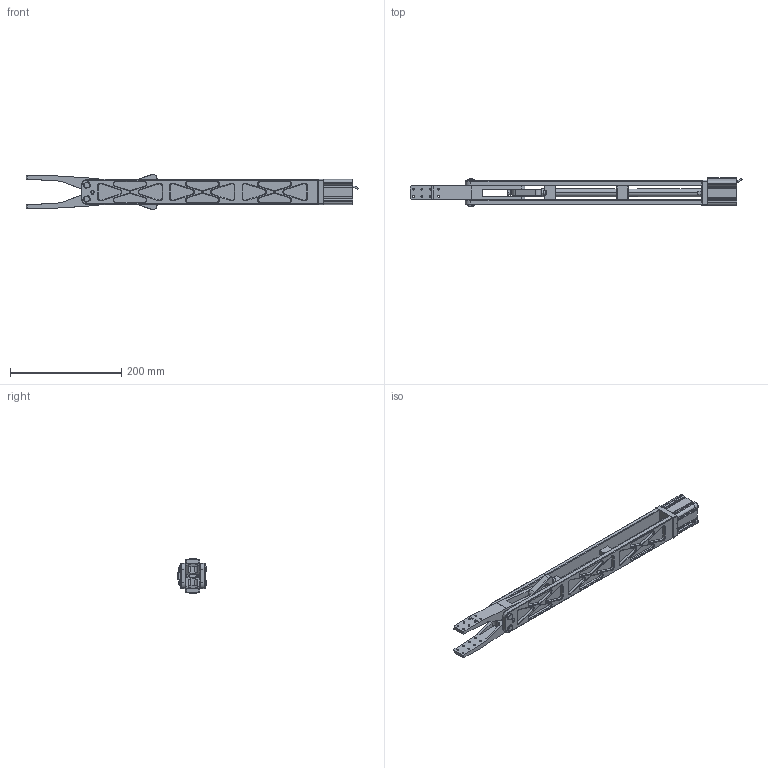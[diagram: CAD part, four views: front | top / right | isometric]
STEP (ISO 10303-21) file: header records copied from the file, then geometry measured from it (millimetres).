
FILE_DESCRIPTION (( 'STEP AP203' ), '1' );
FILE_NAME ('FY12H-D32X600.STEP', '2023-10-02T02:25:09', ( 'User' ), ( 'Microsoft' ), 'SwSTEP 2.0', 'SolidWorks 2015', '' );
FILE_SCHEMA (( 'CONFIG_CONTROL_DESIGN' ));
Length unit declared in the file: millimetre
Products named in the file (1): FY12H-D32X600
Bounding box: 596.82 x 51.25 x 64.09 mm (x, y, z)
Surface area: 186021.2 mm2 (no closed solid volume)
Topology: 0 solids, 53 shells, 823 faces, 3343 edges, 2591 vertices
Faces by surface type: plane 410, cylinder 230, cone 164, torus 12, bspline 7
Entity records: 43371 total; most frequent: CARTESIAN_POINT 16563, DIRECTION 5105, ORIENTED_EDGE 5101, EDGE_CURVE 3339, VERTEX_POINT 2591, VECTOR 1803, LINE 1803, AXIS2_PLACEMENT_3D 1651
